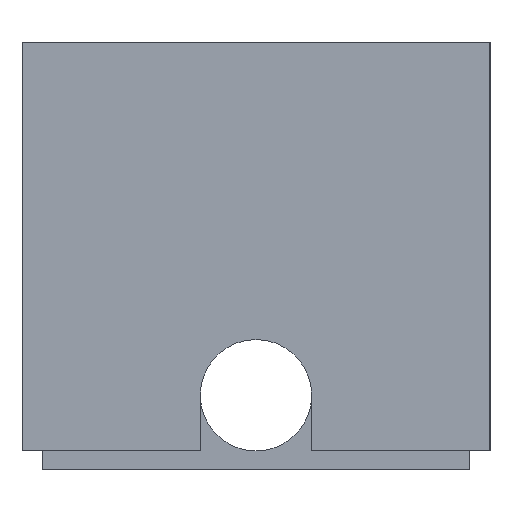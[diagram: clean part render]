
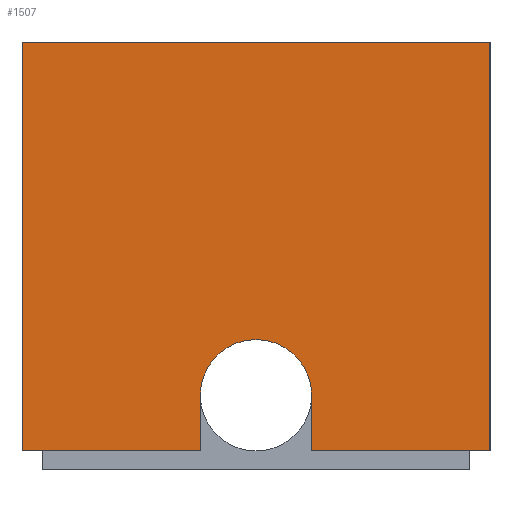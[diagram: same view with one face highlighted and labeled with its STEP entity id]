
A CAD part, left-side view. The second image highlights one B-rep face of the part: STEP entity #1507.
In plain terms, the highlighted planar face has unit normal (-1, 0, 0).
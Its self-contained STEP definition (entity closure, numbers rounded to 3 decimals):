
#100=PLANE('',#1621);
#177=FACE_OUTER_BOUND('',#262,.T.);
#262=EDGE_LOOP('',(#1406,#1407,#1408,#1409,#1410,#1411,#1412,#1413));
#372=LINE('',#2294,#557);
#377=LINE('',#2303,#562);
#437=LINE('',#2422,#622);
#440=LINE('',#2428,#625);
#446=LINE('',#2439,#631);
#447=LINE('',#2442,#632);
#448=LINE('',#2443,#633);
#557=VECTOR('',#1875,10.);
#562=VECTOR('',#1882,10.);
#622=VECTOR('',#1982,10.);
#625=VECTOR('',#1989,10.);
#631=VECTOR('',#1999,10.);
#632=VECTOR('',#2002,10.);
#633=VECTOR('',#2003,10.);
#653=CIRCLE('',#1587,3.);
#733=VERTEX_POINT('',#2254);
#734=VERTEX_POINT('',#2255);
#749=VERTEX_POINT('',#2293);
#752=VERTEX_POINT('',#2301);
#791=VERTEX_POINT('',#2420);
#792=VERTEX_POINT('',#2427);
#795=VERTEX_POINT('',#2437);
#796=VERTEX_POINT('',#2441);
#912=EDGE_CURVE('',#733,#734,#653,.T.);
#930=EDGE_CURVE('',#734,#749,#372,.T.);
#935=EDGE_CURVE('',#733,#752,#377,.T.);
#995=EDGE_CURVE('',#791,#752,#437,.T.);
#998=EDGE_CURVE('',#749,#792,#440,.T.);
#1004=EDGE_CURVE('',#791,#795,#446,.T.);
#1005=EDGE_CURVE('',#796,#795,#447,.T.);
#1006=EDGE_CURVE('',#792,#796,#448,.T.);
#1406=ORIENTED_EDGE('',*,*,#1004,.T.);
#1407=ORIENTED_EDGE('',*,*,#1005,.F.);
#1408=ORIENTED_EDGE('',*,*,#1006,.F.);
#1409=ORIENTED_EDGE('',*,*,#998,.F.);
#1410=ORIENTED_EDGE('',*,*,#930,.F.);
#1411=ORIENTED_EDGE('',*,*,#912,.F.);
#1412=ORIENTED_EDGE('',*,*,#935,.T.);
#1413=ORIENTED_EDGE('',*,*,#995,.F.);
#1507=ADVANCED_FACE('',(#177),#100,.T.);
#1587=AXIS2_PLACEMENT_3D('',#2256,#1843,#1844);
#1621=AXIS2_PLACEMENT_3D('',#2440,#2000,#2001);
#1843=DIRECTION('center_axis',(-1.,0.,0.));
#1844=DIRECTION('ref_axis',(0.,-0.707,0.707));
#1875=DIRECTION('',(0.,0.,-1.));
#1882=DIRECTION('',(0.,0.,-1.));
#1982=DIRECTION('',(0.,1.,0.));
#1989=DIRECTION('',(0.,1.,0.));
#1999=DIRECTION('',(0.,0.,1.));
#2000=DIRECTION('center_axis',(-1.,0.,0.));
#2001=DIRECTION('ref_axis',(0.,-1.,0.));
#2002=DIRECTION('',(0.,-1.,0.));
#2003=DIRECTION('',(0.,0.,1.));
#2254=CARTESIAN_POINT('',(-2.1,7.5,3.));
#2255=CARTESIAN_POINT('',(-2.1,13.5,3.));
#2256=CARTESIAN_POINT('Origin',(-2.1,10.5,3.));
#2293=CARTESIAN_POINT('',(-2.1,13.5,0.));
#2294=CARTESIAN_POINT('',(-2.1,13.5,21.));
#2301=CARTESIAN_POINT('',(-2.1,7.5,0.));
#2303=CARTESIAN_POINT('',(-2.1,7.5,21.));
#2420=CARTESIAN_POINT('',(-2.1,-2.1,0.));
#2422=CARTESIAN_POINT('',(-2.1,-2.1,0.));
#2427=CARTESIAN_POINT('',(-2.1,23.1,0.));
#2428=CARTESIAN_POINT('',(-2.1,-2.1,0.));
#2437=CARTESIAN_POINT('',(-2.1,-2.1,22.));
#2439=CARTESIAN_POINT('',(-2.1,-2.1,21.));
#2440=CARTESIAN_POINT('Origin',(-2.1,23.1,21.));
#2441=CARTESIAN_POINT('',(-2.1,23.1,22.));
#2442=CARTESIAN_POINT('',(-2.1,-2.1,22.));
#2443=CARTESIAN_POINT('',(-2.1,23.1,21.));
